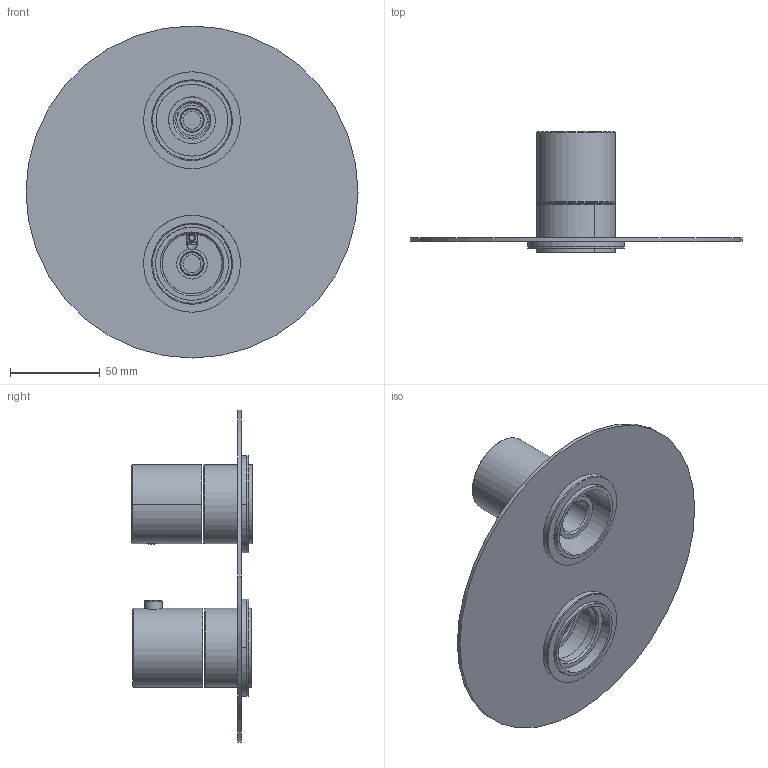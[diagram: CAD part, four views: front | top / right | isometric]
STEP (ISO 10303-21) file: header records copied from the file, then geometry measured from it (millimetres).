
FILE_DESCRIPTION(('CATIA V5 STEP Exchange','CAx-IF Rec.Pracs.--- Model Styling and Organization---1.5--- 2016-08-15','CAx-IF Rec.Pracs.---Supplemental Geometry---1.0---2011-11-01','CAx-IF Rec.Pracs.--- Composite Materials ---3.4---2017-06-13','CAx-IF Rec.Pracs.---Tessellated 3D Geometry---1.0---2015-12-17'),'2;1');
FILE_NAME('X3 0BT03.stp','2022-09-16T06:13:07+00:00',('none'),('none'),'CATIA Version 5-6 Release 2020 SP2','CATIA V5 STEP AP242 v2','none');
FILE_SCHEMA(('AP242_MANAGED_MODEL_BASED_3D_ENGINEERING_MIM_LF {1 0 10303 442 1 1 4}'));
Length unit declared in the file: millimetre
Products named in the file (7): X3 0BT03; PR.0484.19_AllCATPart; PR9C215; P47275; P50533; P47572; P47571
Assembly tree (7 placements, depth 3):
  X3 0BT03
    PR.0484.19_AllCATPart
    PR9C215
      P47275
    P50533  x2
    P47572
    P47571
Bounding box: 185 x 67 x 185 mm (x, y, z)
Volume: 146498.5 mm3; surface area: 103469.8 mm2
Topology: 14 solids, 14 shells, 728 faces, 1848 edges, 1156 vertices
Faces by surface type: plane 248, extrusion 198, cone 124, cylinder 104, torus 28, bspline 20, sphere 6
Entity records: 23775 total; most frequent: CARTESIAN_POINT 8474, ORIENTED_EDGE 3492, DIRECTION 1899, EDGE_CURVE 1746, VERTEX_POINT 1093, VECTOR 924, B_SPLINE_CURVE_WITH_KNOTS 909, EDGE_LOOP 731
